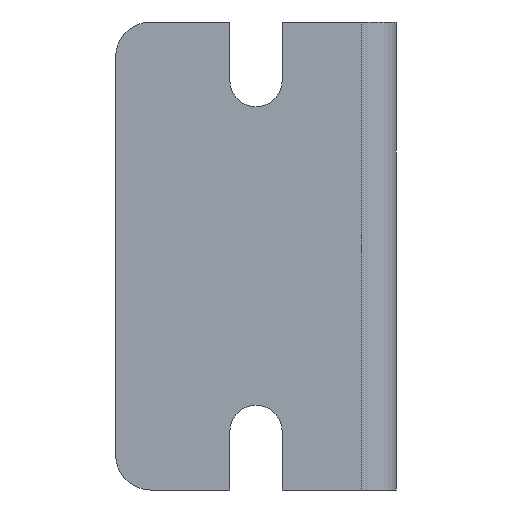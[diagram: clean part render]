
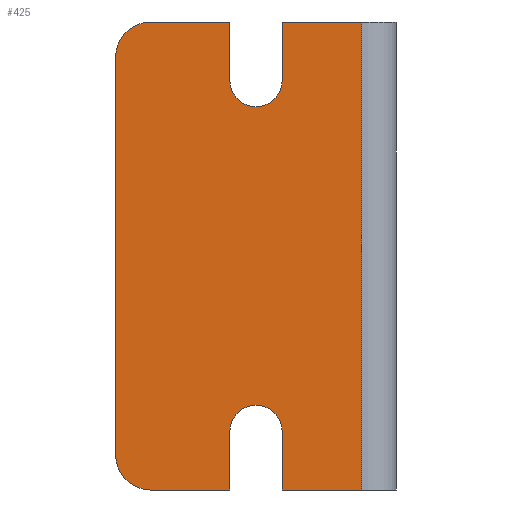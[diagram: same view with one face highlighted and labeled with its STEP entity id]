
A CAD part, front view. The second image highlights one B-rep face of the part: STEP entity #425.
In plain terms, the highlighted planar face has unit normal (0, -1, 0).
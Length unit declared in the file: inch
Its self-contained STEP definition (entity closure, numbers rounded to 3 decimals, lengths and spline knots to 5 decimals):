
#32 = DIRECTION ( 'NONE',  ( -1., 0., 0. ) ) ;
#33 = ORIENTED_EDGE ( 'NONE', *, *, #732, .F. ) ;
#47 = CARTESIAN_POINT ( 'NONE',  ( -0.185, 0., 1.25 ) ) ;
#51 = ORIENTED_EDGE ( 'NONE', *, *, #450, .F. ) ;
#57 = VERTEX_POINT ( 'NONE', #661 ) ;
#58 = DIRECTION ( 'NONE',  ( 0., -1., 0. ) ) ;
#60 = EDGE_CURVE ( 'NONE', #512, #346, #449, .T. ) ;
#61 = CARTESIAN_POINT ( 'NONE',  ( 0., 0., -1.25 ) ) ;
#64 = EDGE_CURVE ( 'NONE', #590, #431, #849, .T. ) ;
#82 = AXIS2_PLACEMENT_3D ( 'NONE', #902, #454, #32 ) ;
#85 = LINE ( 'NONE', #47, #214 ) ;
#89 = VERTEX_POINT ( 'NONE', #309 ) ;
#95 = CARTESIAN_POINT ( 'NONE',  ( -0.61024, 0., -0.93701 ) ) ;
#102 = VERTEX_POINT ( 'NONE', #238 ) ;
#108 = DIRECTION ( 'NONE',  ( 0., 0., -1. ) ) ;
#111 = VECTOR ( 'NONE', #108, 39.37008 ) ;
#115 = ORIENTED_EDGE ( 'NONE', *, *, #802, .T. ) ;
#137 = CARTESIAN_POINT ( 'NONE',  ( -0.88976, 0., -1.25 ) ) ;
#145 = ORIENTED_EDGE ( 'NONE', *, *, #60, .T. ) ;
#147 = DIRECTION ( 'NONE',  ( 0., 0., -1. ) ) ;
#148 = EDGE_CURVE ( 'NONE', #346, #549, #576, .T. ) ;
#152 = VECTOR ( 'NONE', #637, 39.37008 ) ;
#164 = DIRECTION ( 'NONE',  ( 0., 0., 1. ) ) ;
#170 = EDGE_CURVE ( 'NONE', #102, #567, #778, .T. ) ;
#178 = CARTESIAN_POINT ( 'NONE',  ( 0., 0., 1.25 ) ) ;
#187 = CARTESIAN_POINT ( 'NONE',  ( -1.3125, 0., -1.0625 ) ) ;
#195 = CARTESIAN_POINT ( 'NONE',  ( -0.88976, 0., 1.25 ) ) ;
#211 = ORIENTED_EDGE ( 'NONE', *, *, #148, .T. ) ;
#214 = VECTOR ( 'NONE', #623, 39.37008 ) ;
#219 = ORIENTED_EDGE ( 'NONE', *, *, #640, .T. ) ;
#222 = AXIS2_PLACEMENT_3D ( 'NONE', #835, #391, #912 ) ;
#228 = VECTOR ( 'NONE', #676, 39.37008 ) ;
#238 = CARTESIAN_POINT ( 'NONE',  ( -0.88976, 0., -0.93701 ) ) ;
#247 = CARTESIAN_POINT ( 'NONE',  ( -0.185, 0., -1.25 ) ) ;
#252 = DIRECTION ( 'NONE',  ( 1., 0., 0. ) ) ;
#269 = VECTOR ( 'NONE', #164, 39.37008 ) ;
#271 = DIRECTION ( 'NONE',  ( 1., 0., 0. ) ) ;
#284 = EDGE_CURVE ( 'NONE', #622, #57, #349, .T. ) ;
#289 = VECTOR ( 'NONE', #785, 39.37008 ) ;
#302 = LINE ( 'NONE', #386, #111 ) ;
#305 = CARTESIAN_POINT ( 'NONE',  ( 0., 0., 1.25 ) ) ;
#309 = CARTESIAN_POINT ( 'NONE',  ( -1.5, 0., -1.0625 ) ) ;
#314 = AXIS2_PLACEMENT_3D ( 'NONE', #187, #686, #252 ) ;
#329 = ORIENTED_EDGE ( 'NONE', *, *, #64, .T. ) ;
#330 = CARTESIAN_POINT ( 'NONE',  ( 0., 0., -1.25 ) ) ;
#337 = LINE ( 'NONE', #780, #289 ) ;
#344 = AXIS2_PLACEMENT_3D ( 'NONE', #923, #703, #271 ) ;
#346 = VERTEX_POINT ( 'NONE', #195 ) ;
#349 = LINE ( 'NONE', #330, #462 ) ;
#356 = CIRCLE ( 'NONE', #656, 0.1875 ) ;
#369 = CARTESIAN_POINT ( 'NONE',  ( -0.88976, 0., 0.93701 ) ) ;
#386 = CARTESIAN_POINT ( 'NONE',  ( -1.5, 0., 1.25 ) ) ;
#391 = DIRECTION ( 'NONE',  ( 0., 1., 0. ) ) ;
#398 = EDGE_CURVE ( 'NONE', #842, #102, #763, .T. ) ;
#402 = DIRECTION ( 'NONE',  ( 0., 0., 1. ) ) ;
#410 = CARTESIAN_POINT ( 'NONE',  ( -1.3125, 0., -1.25 ) ) ;
#411 = EDGE_LOOP ( 'NONE', ( #867, #33, #329, #863, #510, #145, #211, #115, #219, #754, #51, #480, #654, #916 ) ) ;
#425 = ADVANCED_FACE ( 'NONE', ( #939 ), #851, .T. ) ;
#431 = VERTEX_POINT ( 'NONE', #548 ) ;
#432 = VERTEX_POINT ( 'NONE', #410 ) ;
#449 = LINE ( 'NONE', #581, #269 ) ;
#450 = EDGE_CURVE ( 'NONE', #842, #432, #721, .T. ) ;
#454 = DIRECTION ( 'NONE',  ( 0., 1., 0. ) ) ;
#460 = DIRECTION ( 'NONE',  ( -1., 0., 0. ) ) ;
#461 = CIRCLE ( 'NONE', #222, 0.13976 ) ;
#462 = VECTOR ( 'NONE', #460, 39.37008 ) ;
#473 = LINE ( 'NONE', #865, #628 ) ;
#480 = ORIENTED_EDGE ( 'NONE', *, *, #398, .T. ) ;
#482 = CARTESIAN_POINT ( 'NONE',  ( -1.3125, 0., 1.0625 ) ) ;
#487 = VERTEX_POINT ( 'NONE', #925 ) ;
#503 = VERTEX_POINT ( 'NONE', #733 ) ;
#510 = ORIENTED_EDGE ( 'NONE', *, *, #658, .T. ) ;
#512 = VERTEX_POINT ( 'NONE', #369 ) ;
#548 = CARTESIAN_POINT ( 'NONE',  ( -0.61024, 0., 1.25 ) ) ;
#549 = VERTEX_POINT ( 'NONE', #887 ) ;
#550 = DIRECTION ( 'NONE',  ( 1., 0., 0. ) ) ;
#563 = VECTOR ( 'NONE', #402, 39.37008 ) ;
#567 = VERTEX_POINT ( 'NONE', #95 ) ;
#576 = LINE ( 'NONE', #178, #228 ) ;
#581 = CARTESIAN_POINT ( 'NONE',  ( -0.88976, 0., 1.25 ) ) ;
#590 = VERTEX_POINT ( 'NONE', #821 ) ;
#622 = VERTEX_POINT ( 'NONE', #247 ) ;
#623 = DIRECTION ( 'NONE',  ( 0., 0., -1. ) ) ;
#628 = VECTOR ( 'NONE', #147, 39.37008 ) ;
#637 = DIRECTION ( 'NONE',  ( -1., 0., 0. ) ) ;
#640 = EDGE_CURVE ( 'NONE', #487, #89, #302, .T. ) ;
#653 = VECTOR ( 'NONE', #883, 39.37008 ) ;
#654 = ORIENTED_EDGE ( 'NONE', *, *, #170, .T. ) ;
#655 = EDGE_CURVE ( 'NONE', #89, #432, #861, .T. ) ;
#656 = AXIS2_PLACEMENT_3D ( 'NONE', #482, #58, #550 ) ;
#658 = EDGE_CURVE ( 'NONE', #503, #512, #461, .T. ) ;
#661 = CARTESIAN_POINT ( 'NONE',  ( -0.61024, 0., -1.25 ) ) ;
#676 = DIRECTION ( 'NONE',  ( -1., 0., 0. ) ) ;
#686 = DIRECTION ( 'NONE',  ( 0., -1., 0. ) ) ;
#703 = DIRECTION ( 'NONE',  ( 0., -1., 0. ) ) ;
#721 = LINE ( 'NONE', #61, #152 ) ;
#732 = EDGE_CURVE ( 'NONE', #590, #622, #85, .T. ) ;
#733 = CARTESIAN_POINT ( 'NONE',  ( -0.61024, 0., 0.93701 ) ) ;
#754 = ORIENTED_EDGE ( 'NONE', *, *, #655, .T. ) ;
#763 = LINE ( 'NONE', #771, #563 ) ;
#771 = CARTESIAN_POINT ( 'NONE',  ( -0.88976, 0., -1.25 ) ) ;
#778 = CIRCLE ( 'NONE', #82, 0.13976 ) ;
#780 = CARTESIAN_POINT ( 'NONE',  ( -0.61024, 0., 1.25 ) ) ;
#785 = DIRECTION ( 'NONE',  ( 0., 0., -1. ) ) ;
#802 = EDGE_CURVE ( 'NONE', #549, #487, #356, .T. ) ;
#821 = CARTESIAN_POINT ( 'NONE',  ( -0.185, 0., 1.25 ) ) ;
#835 = CARTESIAN_POINT ( 'NONE',  ( -0.75, 0., 0.93701 ) ) ;
#842 = VERTEX_POINT ( 'NONE', #137 ) ;
#849 = LINE ( 'NONE', #305, #653 ) ;
#851 = PLANE ( 'NONE',  #344 ) ;
#858 = EDGE_CURVE ( 'NONE', #431, #503, #337, .T. ) ;
#861 = CIRCLE ( 'NONE', #314, 0.1875 ) ;
#863 = ORIENTED_EDGE ( 'NONE', *, *, #858, .T. ) ;
#865 = CARTESIAN_POINT ( 'NONE',  ( -0.61024, 0., -1.25 ) ) ;
#867 = ORIENTED_EDGE ( 'NONE', *, *, #284, .F. ) ;
#883 = DIRECTION ( 'NONE',  ( -1., 0., 0. ) ) ;
#887 = CARTESIAN_POINT ( 'NONE',  ( -1.3125, 0., 1.25 ) ) ;
#894 = EDGE_CURVE ( 'NONE', #567, #57, #473, .T. ) ;
#902 = CARTESIAN_POINT ( 'NONE',  ( -0.75, 0., -0.93701 ) ) ;
#912 = DIRECTION ( 'NONE',  ( 1., 0., 0. ) ) ;
#916 = ORIENTED_EDGE ( 'NONE', *, *, #894, .T. ) ;
#923 = CARTESIAN_POINT ( 'NONE',  ( 0., 0., 1.25 ) ) ;
#925 = CARTESIAN_POINT ( 'NONE',  ( -1.5, 0., 1.0625 ) ) ;
#939 = FACE_OUTER_BOUND ( 'NONE', #411, .T. ) ;
